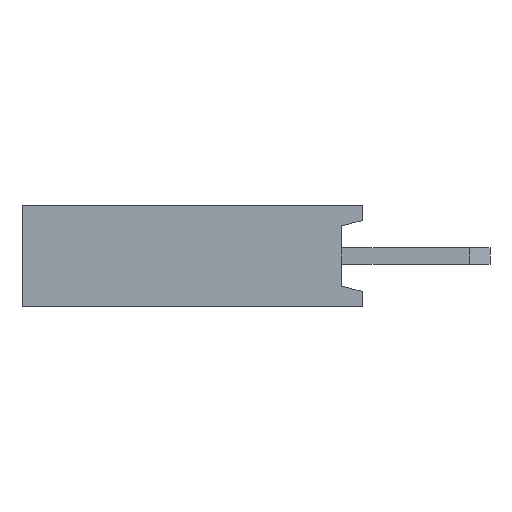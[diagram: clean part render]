
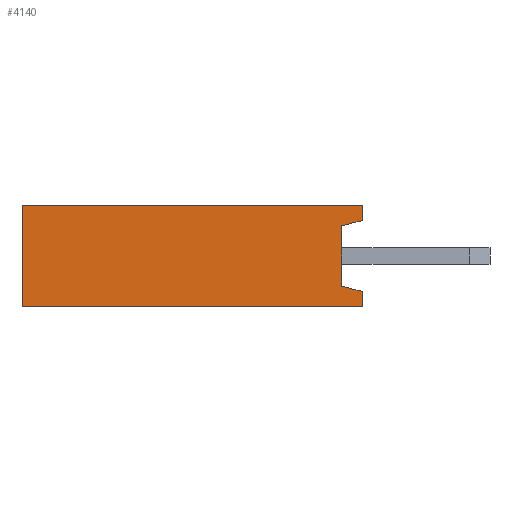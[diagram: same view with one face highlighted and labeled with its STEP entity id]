
A CAD part, left-side view. The second image highlights one B-rep face of the part: STEP entity #4140.
In plain terms, the highlighted planar face has unit normal (-1, 0, 0).
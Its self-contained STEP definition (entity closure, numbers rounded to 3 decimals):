
#298 = VERTEX_POINT ( 'NONE', #2467 ) ;
#333 = PLANE ( 'NONE',  #2586 ) ;
#377 = VECTOR ( 'NONE', #3094, 1000. ) ;
#684 = CARTESIAN_POINT ( 'NONE',  ( -11.684, 0., -0.889 ) ) ;
#712 = DIRECTION ( 'NONE',  ( 0., 0.966, 0.259 ) ) ;
#719 = CARTESIAN_POINT ( 'NONE',  ( -11.684, 8.509, -1.27 ) ) ;
#858 = LINE ( 'NONE', #4470, #377 ) ;
#894 = DIRECTION ( 'NONE',  ( 0., 0., 1. ) ) ;
#907 = CARTESIAN_POINT ( 'NONE',  ( -11.684, 0., 0.889 ) ) ;
#1087 = EDGE_CURVE ( 'NONE', #2735, #298, #2954, .T. ) ;
#1223 = CARTESIAN_POINT ( 'NONE',  ( -11.684, 0.508, 0.753 ) ) ;
#1231 = DIRECTION ( 'NONE',  ( 0., -0.966, 0.259 ) ) ;
#1476 = VECTOR ( 'NONE', #5211, 1000. ) ;
#1640 = LINE ( 'NONE', #719, #1476 ) ;
#1642 = DIRECTION ( 'NONE',  ( 0., 0., 1. ) ) ;
#1840 = LINE ( 'NONE', #3158, #5065 ) ;
#1994 = ORIENTED_EDGE ( 'NONE', *, *, #4229, .T. ) ;
#2051 = CARTESIAN_POINT ( 'NONE',  ( -11.684, 0.508, 0.753 ) ) ;
#2076 = FACE_OUTER_BOUND ( 'NONE', #3251, .T. ) ;
#2091 = EDGE_CURVE ( 'NONE', #4109, #4823, #2884, .T. ) ;
#2148 = VECTOR ( 'NONE', #1231, 1000. ) ;
#2229 = ORIENTED_EDGE ( 'NONE', *, *, #2677, .T. ) ;
#2467 = CARTESIAN_POINT ( 'NONE',  ( -11.684, 0.508, -0.753 ) ) ;
#2552 = VERTEX_POINT ( 'NONE', #3829 ) ;
#2586 = AXIS2_PLACEMENT_3D ( 'NONE', #3476, #3859, #1642 ) ;
#2664 = CARTESIAN_POINT ( 'NONE',  ( -11.684, 0., -0.889 ) ) ;
#2672 = EDGE_CURVE ( 'NONE', #3692, #4886, #3532, .T. ) ;
#2677 = EDGE_CURVE ( 'NONE', #298, #4109, #1840, .T. ) ;
#2713 = CARTESIAN_POINT ( 'NONE',  ( -11.684, 8.509, -1.27 ) ) ;
#2735 = VERTEX_POINT ( 'NONE', #2664 ) ;
#2761 = DIRECTION ( 'NONE',  ( 0., 0., 1. ) ) ;
#2884 = LINE ( 'NONE', #2051, #2148 ) ;
#2927 = EDGE_CURVE ( 'NONE', #4823, #5716, #858, .T. ) ;
#2954 = LINE ( 'NONE', #684, #3267 ) ;
#3067 = ORIENTED_EDGE ( 'NONE', *, *, #2927, .T. ) ;
#3094 = DIRECTION ( 'NONE',  ( 0., 0., 1. ) ) ;
#3158 = CARTESIAN_POINT ( 'NONE',  ( -11.684, 0.508, -0.753 ) ) ;
#3251 = EDGE_LOOP ( 'NONE', ( #5563, #4851, #1994, #5803, #2229, #3812, #3067, #3448 ) ) ;
#3267 = VECTOR ( 'NONE', #712, 1000. ) ;
#3448 = ORIENTED_EDGE ( 'NONE', *, *, #5071, .T. ) ;
#3476 = CARTESIAN_POINT ( 'NONE',  ( -11.684, 0., 0. ) ) ;
#3532 = LINE ( 'NONE', #5420, #5816 ) ;
#3623 = CARTESIAN_POINT ( 'NONE',  ( -11.684, 0., 1.27 ) ) ;
#3692 = VERTEX_POINT ( 'NONE', #4781 ) ;
#3725 = LINE ( 'NONE', #5523, #5334 ) ;
#3812 = ORIENTED_EDGE ( 'NONE', *, *, #2091, .T. ) ;
#3829 = CARTESIAN_POINT ( 'NONE',  ( -11.684, 0., -1.27 ) ) ;
#3859 = DIRECTION ( 'NONE',  ( -1., 0., 0. ) ) ;
#4109 = VERTEX_POINT ( 'NONE', #1223 ) ;
#4140 = ADVANCED_FACE ( 'NONE', ( #2076 ), #333, .T. ) ;
#4229 = EDGE_CURVE ( 'NONE', #2552, #2735, #4980, .T. ) ;
#4303 = DIRECTION ( 'NONE',  ( 0., 1., 0. ) ) ;
#4470 = CARTESIAN_POINT ( 'NONE',  ( -11.684, 0., 0.889 ) ) ;
#4566 = DIRECTION ( 'NONE',  ( 0., 0., -1. ) ) ;
#4781 = CARTESIAN_POINT ( 'NONE',  ( -11.684, 8.509, 1.27 ) ) ;
#4823 = VERTEX_POINT ( 'NONE', #907 ) ;
#4851 = ORIENTED_EDGE ( 'NONE', *, *, #5560, .T. ) ;
#4886 = VERTEX_POINT ( 'NONE', #2713 ) ;
#4917 = CARTESIAN_POINT ( 'NONE',  ( -11.684, 0., -1.27 ) ) ;
#4980 = LINE ( 'NONE', #4917, #5417 ) ;
#5065 = VECTOR ( 'NONE', #2761, 1000. ) ;
#5071 = EDGE_CURVE ( 'NONE', #5716, #3692, #3725, .T. ) ;
#5211 = DIRECTION ( 'NONE',  ( 0., -1., 0. ) ) ;
#5334 = VECTOR ( 'NONE', #4303, 1000. ) ;
#5417 = VECTOR ( 'NONE', #894, 1000. ) ;
#5420 = CARTESIAN_POINT ( 'NONE',  ( -11.684, 8.509, 1.27 ) ) ;
#5523 = CARTESIAN_POINT ( 'NONE',  ( -11.684, 0., 1.27 ) ) ;
#5560 = EDGE_CURVE ( 'NONE', #4886, #2552, #1640, .T. ) ;
#5563 = ORIENTED_EDGE ( 'NONE', *, *, #2672, .T. ) ;
#5716 = VERTEX_POINT ( 'NONE', #3623 ) ;
#5803 = ORIENTED_EDGE ( 'NONE', *, *, #1087, .T. ) ;
#5816 = VECTOR ( 'NONE', #4566, 1000. ) ;
